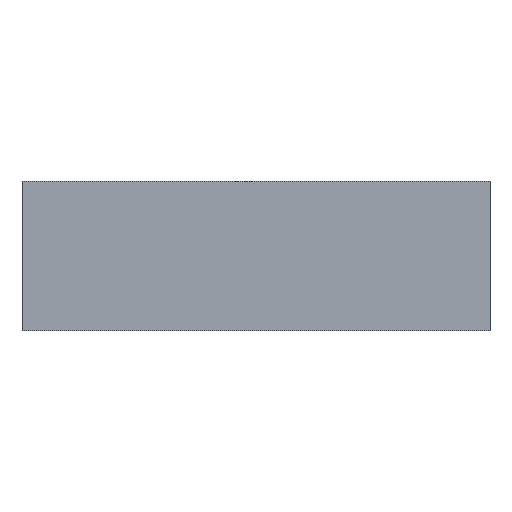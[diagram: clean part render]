
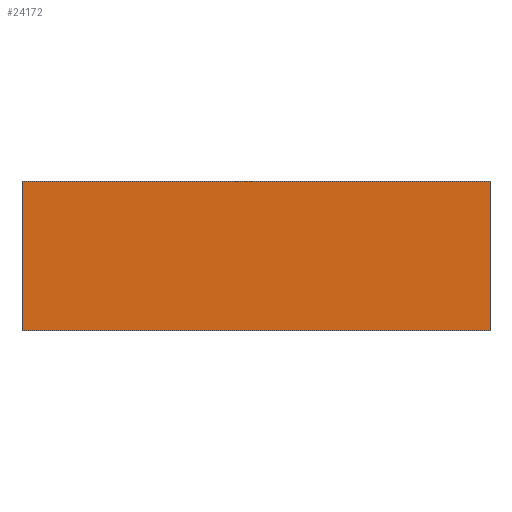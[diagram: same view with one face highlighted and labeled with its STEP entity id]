
A CAD part, front view. The second image highlights one B-rep face of the part: STEP entity #24172.
In plain terms, the highlighted planar face has unit normal (0, -1, 0).
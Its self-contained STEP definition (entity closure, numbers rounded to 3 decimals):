
#585 = CARTESIAN_POINT ( 'NONE',  ( -203., -20., 65. ) ) ;
#1005 = VERTEX_POINT ( 'NONE', #28727 ) ;
#1225 = CARTESIAN_POINT ( 'NONE',  ( 0., -20., 0. ) ) ;
#2183 = VECTOR ( 'NONE', #5939, 1000. ) ;
#3416 = LINE ( 'NONE', #15054, #33464 ) ;
#3917 = DIRECTION ( 'NONE',  ( 0., -1., 0. ) ) ;
#5939 = DIRECTION ( 'NONE',  ( 1., 0., 0. ) ) ;
#8865 = CARTESIAN_POINT ( 'NONE',  ( -203., -20., 65. ) ) ;
#9694 = EDGE_LOOP ( 'NONE', ( #22518, #23584, #14312, #18283 ) ) ;
#9872 = LINE ( 'NONE', #13265, #20611 ) ;
#11904 = LINE ( 'NONE', #585, #16542 ) ;
#11917 = VERTEX_POINT ( 'NONE', #22035 ) ;
#12705 = EDGE_CURVE ( 'NONE', #11917, #1005, #33732, .T. ) ;
#13265 = CARTESIAN_POINT ( 'NONE',  ( -203., -20., 65. ) ) ;
#14312 = ORIENTED_EDGE ( 'NONE', *, *, #27668, .T. ) ;
#14546 = CARTESIAN_POINT ( 'NONE',  ( -203., -20., -65. ) ) ;
#15054 = CARTESIAN_POINT ( 'NONE',  ( 203., -20., 65. ) ) ;
#16542 = VECTOR ( 'NONE', #30375, 1000. ) ;
#17014 = PLANE ( 'NONE',  #24070 ) ;
#17192 = DIRECTION ( 'NONE',  ( 0., 0., -1. ) ) ;
#18283 = ORIENTED_EDGE ( 'NONE', *, *, #23929, .T. ) ;
#20477 = EDGE_CURVE ( 'NONE', #29058, #11917, #11904, .T. ) ;
#20611 = VECTOR ( 'NONE', #32274, 1000. ) ;
#22035 = CARTESIAN_POINT ( 'NONE',  ( -203., -20., -65. ) ) ;
#22518 = ORIENTED_EDGE ( 'NONE', *, *, #20477, .T. ) ;
#22784 = DIRECTION ( 'NONE',  ( 0., 0., 1. ) ) ;
#23584 = ORIENTED_EDGE ( 'NONE', *, *, #12705, .T. ) ;
#23929 = EDGE_CURVE ( 'NONE', #24599, #29058, #9872, .T. ) ;
#24070 = AXIS2_PLACEMENT_3D ( 'NONE', #1225, #3917, #17192 ) ;
#24172 = ADVANCED_FACE ( 'NONE', ( #30655 ), #17014, .T. ) ;
#24599 = VERTEX_POINT ( 'NONE', #30607 ) ;
#27668 = EDGE_CURVE ( 'NONE', #1005, #24599, #3416, .T. ) ;
#28727 = CARTESIAN_POINT ( 'NONE',  ( 203., -20., -65. ) ) ;
#29058 = VERTEX_POINT ( 'NONE', #8865 ) ;
#30375 = DIRECTION ( 'NONE',  ( 0., 0., -1. ) ) ;
#30607 = CARTESIAN_POINT ( 'NONE',  ( 203., -20., 65. ) ) ;
#30655 = FACE_OUTER_BOUND ( 'NONE', #9694, .T. ) ;
#32274 = DIRECTION ( 'NONE',  ( -1., 0., 0. ) ) ;
#33464 = VECTOR ( 'NONE', #22784, 1000. ) ;
#33732 = LINE ( 'NONE', #14546, #2183 ) ;
